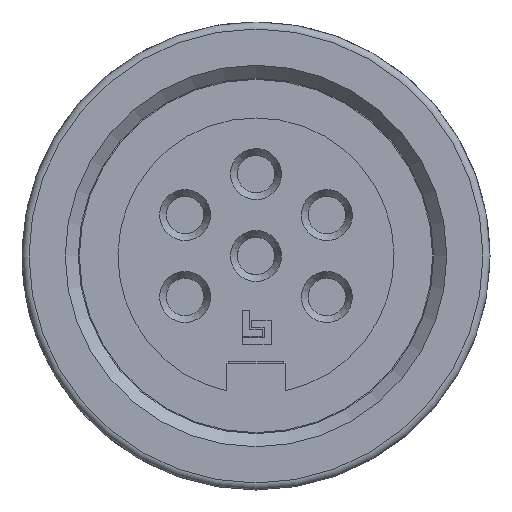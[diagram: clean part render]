
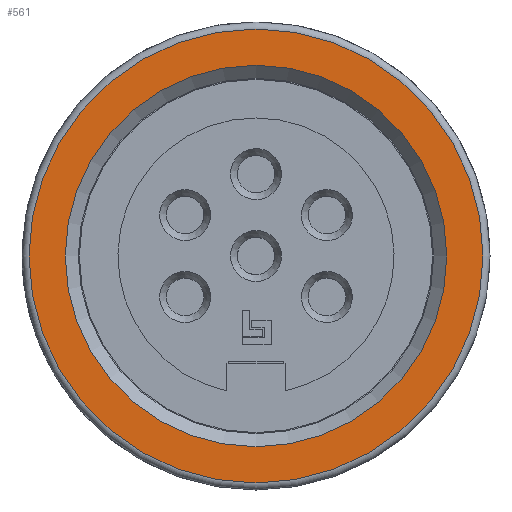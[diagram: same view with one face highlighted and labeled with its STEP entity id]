
A CAD part, left-side view. The second image highlights one B-rep face of the part: STEP entity #561.
In plain terms, the highlighted planar face has unit normal (-1, 0, 0).
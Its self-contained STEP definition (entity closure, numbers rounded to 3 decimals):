
#413=FACE_BOUND('',#1106,.T.);
#414=FACE_BOUND('',#1107,.T.);
#561=ADVANCED_FACE('',(#413,#414),#757,.T.);
#757=PLANE('',#3797);
#1106=EDGE_LOOP('',(#1713));
#1107=EDGE_LOOP('',(#1714));
#1354=CIRCLE('',#3795,9.7);
#1355=CIRCLE('',#3796,8.15);
#1713=ORIENTED_EDGE('',*,*,#2857,.T.);
#1714=ORIENTED_EDGE('',*,*,#2858,.T.);
#2486=VERTEX_POINT('',#5372);
#2487=VERTEX_POINT('',#5374);
#2857=EDGE_CURVE('',#2486,#2486,#1354,.T.);
#2858=EDGE_CURVE('',#2487,#2487,#1355,.T.);
#3795=AXIS2_PLACEMENT_3D('',#5371,#4351,#4352);
#3796=AXIS2_PLACEMENT_3D('',#5373,#4353,#4354);
#3797=AXIS2_PLACEMENT_3D('',#5375,#4355,#4356);
#4351=DIRECTION('',(-1.,0.,0.));
#4352=DIRECTION('',(0.,0.,-1.));
#4353=DIRECTION('',(1.,0.,0.));
#4354=DIRECTION('',(0.,0.,-1.));
#4355=DIRECTION('',(-1.,0.,0.));
#4356=DIRECTION('',(0.,0.,1.));
#5371=CARTESIAN_POINT('',(0.3,0.,0.));
#5372=CARTESIAN_POINT('',(0.3,0.,-9.7));
#5373=CARTESIAN_POINT('',(0.3,0.,0.));
#5374=CARTESIAN_POINT('',(0.3,0.,-8.15));
#5375=CARTESIAN_POINT('',(0.3,0.,0.));
